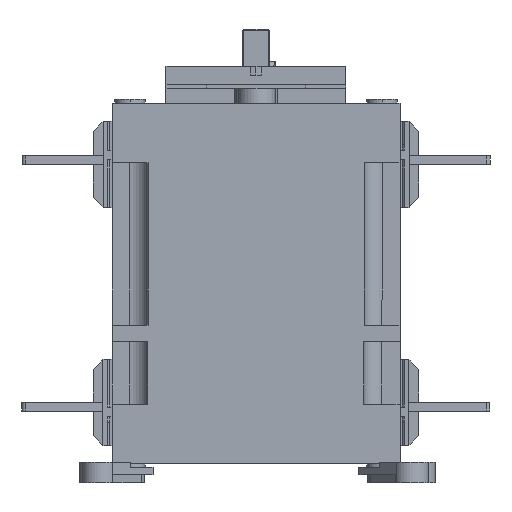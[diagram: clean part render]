
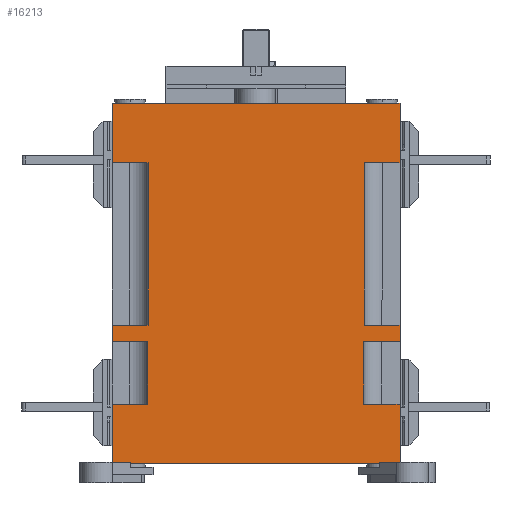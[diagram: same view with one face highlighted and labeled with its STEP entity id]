
A CAD part, left-side view. The second image highlights one B-rep face of the part: STEP entity #16213.
In plain terms, the highlighted planar face has unit normal (-1, 0, 0).
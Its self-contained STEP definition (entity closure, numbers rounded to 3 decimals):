
#1661=DIRECTION('',(0.,0.,1.));
#1662=VECTOR('',#1661,9.);
#1663=CARTESIAN_POINT('',(0.,0.,73.1));
#1664=LINE('',#1663,#1662);
#2032=DIRECTION('',(0.,0.,-1.));
#2033=VECTOR('',#2032,33.1);
#2034=CARTESIAN_POINT('',(0.,160.,38.1));
#2035=LINE('',#2034,#2033);
#2074=DIRECTION('',(0.,0.,-1.));
#2075=VECTOR('',#2074,33.1);
#2076=CARTESIAN_POINT('',(0.,160.,205.496));
#2077=LINE('',#2076,#2075);
#2406=DIRECTION('',(0.,0.,-1.));
#2407=VECTOR('',#2406,33.1);
#2408=CARTESIAN_POINT('',(0.,0.,205.496));
#2409=LINE('',#2408,#2407);
#2413=DIRECTION('',(0.,1.,0.));
#2414=VECTOR('',#2413,20.);
#2415=CARTESIAN_POINT('',(0.,0.,73.1));
#2416=LINE('',#2415,#2414);
#2420=DIRECTION('',(0.,0.,-1.));
#2421=VECTOR('',#2420,35.);
#2422=CARTESIAN_POINT('',(0.,20.,73.1));
#2423=LINE('',#2422,#2421);
#2427=DIRECTION('',(0.,-1.,0.));
#2428=VECTOR('',#2427,20.);
#2429=CARTESIAN_POINT('',(0.,20.,38.1));
#2430=LINE('',#2429,#2428);
#2434=DIRECTION('',(0.,0.,-1.));
#2435=VECTOR('',#2434,33.1);
#2436=CARTESIAN_POINT('',(0.,0.,38.1));
#2437=LINE('',#2436,#2435);
#2441=DIRECTION('',(0.,1.,0.));
#2442=VECTOR('',#2441,20.);
#2443=CARTESIAN_POINT('',(0.,140.,73.1));
#2444=LINE('',#2443,#2442);
#2448=DIRECTION('',(0.,0.,1.));
#2449=VECTOR('',#2448,9.);
#2450=CARTESIAN_POINT('',(0.,160.,73.1));
#2451=LINE('',#2450,#2449);
#2455=DIRECTION('',(0.,-1.,0.));
#2456=VECTOR('',#2455,20.);
#2457=CARTESIAN_POINT('',(0.,160.,
82.1));
#2458=LINE('',#2457,#2456);
#2462=DIRECTION('',(0.,0.,1.));
#2463=VECTOR('',#2462,90.296);
#2464=CARTESIAN_POINT('',(0.,140.,
82.1));
#2465=LINE('',#2464,#2463);
#2469=DIRECTION('',(0.,1.,0.));
#2470=VECTOR('',#2469,20.);
#2471=CARTESIAN_POINT('',(0.,140.,172.396));
#2472=LINE('',#2471,#2470);
#2484=DIRECTION('',(0.,-1.,0.));
#2485=VECTOR('',#2484,20.);
#2486=CARTESIAN_POINT('',(0.,20.,172.396));
#2487=LINE('',#2486,#2485);
#2521=DIRECTION('',(0.,0.,1.));
#2522=VECTOR('',#2521,90.296);
#2523=CARTESIAN_POINT('',(0.,20.,
82.1));
#2524=LINE('',#2523,#2522);
#2535=DIRECTION('',(0.,1.,0.));
#2536=VECTOR('',#2535,20.);
#2537=CARTESIAN_POINT('',(0.,0.,
82.1));
#2538=LINE('',#2537,#2536);
#2765=DIRECTION('',(0.,-1.,0.));
#2766=VECTOR('',#2765,160.);
#2767=CARTESIAN_POINT('',(0.,160.,5.));
#2768=LINE('',#2767,#2766);
#7207=DIRECTION('',(0.,1.,0.));
#7208=VECTOR('',#7207,20.);
#7209=CARTESIAN_POINT('',(0.,140.,38.1));
#7210=LINE('',#7209,#7208);
#7244=DIRECTION('',(0.,0.,-1.));
#7245=VECTOR('',#7244,35.);
#7246=CARTESIAN_POINT('',(0.,140.,73.1));
#7247=LINE('',#7246,#7245);
#7399=DIRECTION('',(0.,1.,0.));
#7400=VECTOR('',#7399,160.);
#7401=CARTESIAN_POINT('',(0.,0.,205.496));
#7402=LINE('',#7401,#7400);
#13405=CARTESIAN_POINT('',(0.,0.,5.));
#13406=VERTEX_POINT('',#13405);
#13407=CARTESIAN_POINT('',(0.,0.,38.1));
#13408=VERTEX_POINT('',#13407);
#13413=CARTESIAN_POINT('',(0.,0.,73.1));
#13414=VERTEX_POINT('',#13413);
#13415=CARTESIAN_POINT('',(0.,0.,
82.1));
#13416=VERTEX_POINT('',#13415);
#13421=CARTESIAN_POINT('',(0.,0.,
172.396));
#13422=VERTEX_POINT('',#13421);
#13423=CARTESIAN_POINT('',(0.,0.,
205.496));
#13424=VERTEX_POINT('',#13423);
#13596=CARTESIAN_POINT('',(0.,160.,172.396));
#13598=VERTEX_POINT('',#13596);
#13601=CARTESIAN_POINT('',(0.,160.,
82.1));
#13602=VERTEX_POINT('',#13601);
#13603=CARTESIAN_POINT('',(0.,160.,73.1));
#13604=VERTEX_POINT('',#13603);
#13609=CARTESIAN_POINT('',(0.,160.,38.1));
#13610=VERTEX_POINT('',#13609);
#13611=CARTESIAN_POINT('',(0.,160.,5.));
#13612=VERTEX_POINT('',#13611);
#13629=CARTESIAN_POINT('',(0.,160.,205.496));
#13630=VERTEX_POINT('',#13629);
#13795=CARTESIAN_POINT('',(0.,140.,172.396));
#13796=VERTEX_POINT('',#13795);
#13805=CARTESIAN_POINT('',(0.,140.,
82.1));
#13806=VERTEX_POINT('',#13805);
#13807=CARTESIAN_POINT('',(0.,20.,172.396));
#13808=VERTEX_POINT('',#13807);
#13809=CARTESIAN_POINT('',(0.,20.,
82.1));
#13810=VERTEX_POINT('',#13809);
#13811=CARTESIAN_POINT('',(0.,20.,73.1));
#13812=VERTEX_POINT('',#13811);
#13813=CARTESIAN_POINT('',(0.,20.,38.1));
#13814=VERTEX_POINT('',#13813);
#13815=CARTESIAN_POINT('',(0.,140.,38.1));
#13816=VERTEX_POINT('',#13815);
#13817=CARTESIAN_POINT('',(0.,140.,73.1));
#13818=VERTEX_POINT('',#13817);
#16174=CARTESIAN_POINT('',(0.,9.,184.496));
#16175=DIRECTION('',(-1.,0.,0.));
#16176=DIRECTION('',(0.,0.,-1.));
#16177=AXIS2_PLACEMENT_3D('',#16174,#16175,#16176);
#16178=PLANE('',#16177);
#16179=ORIENTED_EDGE('',*,*,#15675,.T.);
#16181=ORIENTED_EDGE('',*,*,#16180,.F.);
#16183=ORIENTED_EDGE('',*,*,#16182,.F.);
#16185=ORIENTED_EDGE('',*,*,#16184,.F.);
#16186=ORIENTED_EDGE('',*,*,#15667,.F.);
#16188=ORIENTED_EDGE('',*,*,#16187,.T.);
#16190=ORIENTED_EDGE('',*,*,#16189,.T.);
#16192=ORIENTED_EDGE('',*,*,#16191,.T.);
#16193=ORIENTED_EDGE('',*,*,#15659,.T.);
#16195=ORIENTED_EDGE('',*,*,#16194,.F.);
#16196=ORIENTED_EDGE('',*,*,#15910,.F.);
#16198=ORIENTED_EDGE('',*,*,#16197,.F.);
#16200=ORIENTED_EDGE('',*,*,#16199,.F.);
#16202=ORIENTED_EDGE('',*,*,#16201,.T.);
#16203=ORIENTED_EDGE('',*,*,#15902,.T.);
#16205=ORIENTED_EDGE('',*,*,#16204,.T.);
#16206=ORIENTED_EDGE('',*,*,#16167,.T.);
#16207=ORIENTED_EDGE('',*,*,#16132,.T.);
#16208=ORIENTED_EDGE('',*,*,#15933,.F.);
#16210=ORIENTED_EDGE('',*,*,#16209,.F.);
#16211=EDGE_LOOP('',(#16179,#16181,#16183,#16185,#16186,#16188,#16190,#16192,
#16193,#16195,#16196,#16198,#16200,#16202,#16203,#16205,#16206,#16207,#16208,
#16210));
#16212=FACE_OUTER_BOUND('',#16211,.F.);
#15659=EDGE_CURVE('',#13408,#13406,#2437,.T.);
#15667=EDGE_CURVE('',#13414,#13416,#1664,.T.);
#15675=EDGE_CURVE('',#13424,#13422,#2409,.T.);
#15902=EDGE_CURVE('',#13604,#13602,#2451,.T.);
#15910=EDGE_CURVE('',#13610,#13612,#2035,.T.);
#15933=EDGE_CURVE('',#13630,#13598,#2077,.T.);
#16132=EDGE_CURVE('',#13796,#13598,#2472,.T.);
#16167=EDGE_CURVE('',#13806,#13796,#2465,.T.);
#16180=EDGE_CURVE('',#13808,#13422,#2487,.T.);
#16182=EDGE_CURVE('',#13810,#13808,#2524,.T.);
#16184=EDGE_CURVE('',#13416,#13810,#2538,.T.);
#16187=EDGE_CURVE('',#13414,#13812,#2416,.T.);
#16189=EDGE_CURVE('',#13812,#13814,#2423,.T.);
#16191=EDGE_CURVE('',#13814,#13408,#2430,.T.);
#16194=EDGE_CURVE('',#13612,#13406,#2768,.T.);
#16197=EDGE_CURVE('',#13816,#13610,#7210,.T.);
#16199=EDGE_CURVE('',#13818,#13816,#7247,.T.);
#16201=EDGE_CURVE('',#13818,#13604,#2444,.T.);
#16204=EDGE_CURVE('',#13602,#13806,#2458,.T.);
#16209=EDGE_CURVE('',#13424,#13630,#7402,.T.);
#16213=ADVANCED_FACE('',(#16212),#16178,.T.);
